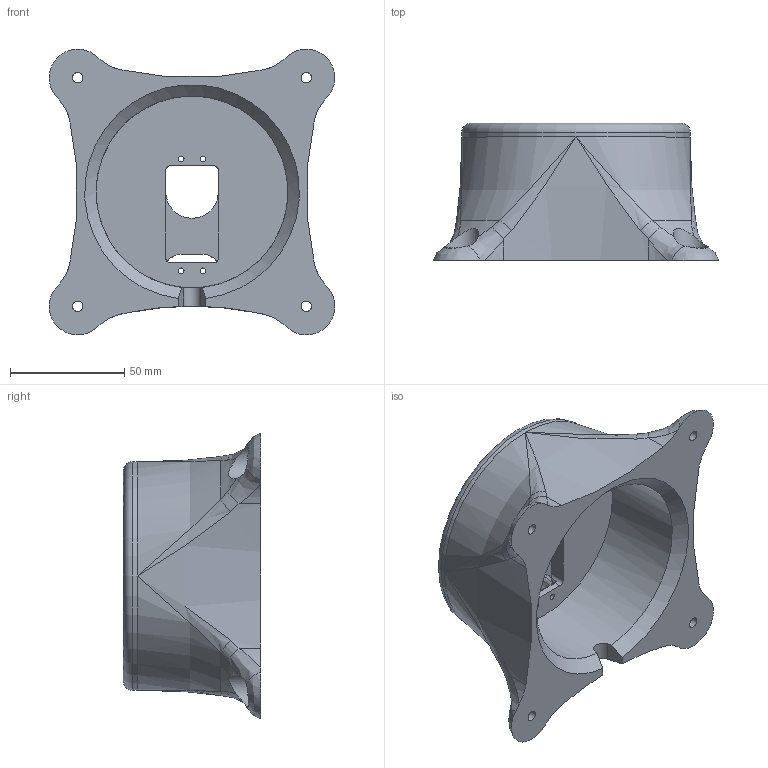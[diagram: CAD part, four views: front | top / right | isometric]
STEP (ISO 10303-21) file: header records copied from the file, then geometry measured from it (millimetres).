
FILE_DESCRIPTION(/* description */ (''),/* implementation_level */ '2;1');
FILE_NAME(/* name */ 'Robot - Base v1.step',/* time_stamp */ '2023-10-17T09:54:56+02:00',/* author */ (''),/* organization */ (''),/* preprocessor_version */ 'ST-DEVELOPER v20',/* originating_system */ 'Autodesk Translation Framework v12.14.0.127',/* authorisation */ '');
FILE_SCHEMA (('AUTOMOTIVE_DESIGN { 1 0 10303 214 3 1 1 }'));
Length unit declared in the file: millimetre
Products named in the file (1): Robot - Base
Bounding box: 124.99 x 60 x 124.98 mm (x, y, z)
Volume: 256146.6 mm3; surface area: 55387.8 mm2
Topology: 1 solids, 1 shells, 151 faces, 396 edges, 240 vertices
Faces by surface type: plane 48, cylinder 39, bspline 32, torus 23, cone 5, sphere 4
Full cylindrical faces by diameter (mm): 2.5 x4, 4.5 x4, 15 x4, 84 x1, 100 x1
Entity records: 6676 total; most frequent: CARTESIAN_POINT 3141, ORIENTED_EDGE 776, DIRECTION 657, EDGE_CURVE 388, AXIS2_PLACEMENT_3D 259, VERTEX_POINT 240, EDGE_LOOP 172, FACE_OUTER_BOUND 151
